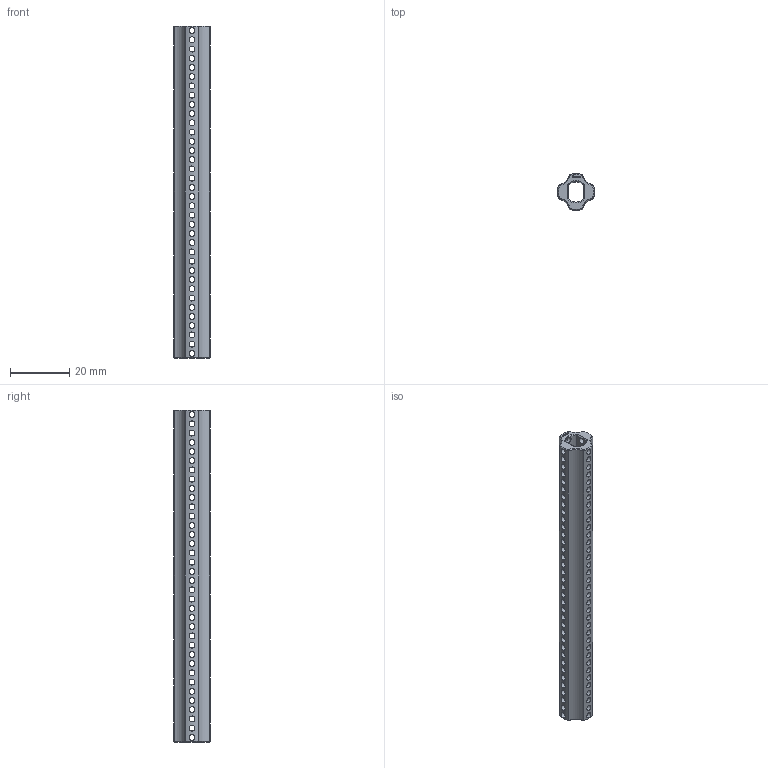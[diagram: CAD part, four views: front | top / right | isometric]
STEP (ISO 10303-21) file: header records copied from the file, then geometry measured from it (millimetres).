
FILE_DESCRIPTION(('FreeCAD Model'),'2;1');
FILE_NAME('Open CASCADE Shape Model','2024-06-16T00:12:30',(''),(''), 'Open CASCADE STEP processor 7.6','FreeCAD','Unknown');
FILE_SCHEMA(('AUTOMOTIVE_DESIGN { 1 0 10303 214 1 1 1 1 }'));
Length unit declared in the file: millimetre
Products named in the file (1): Power-Transmission Hub PLN IDX FXD BU09.00 - SPN-PTH-0036 
(stemfie.org)
Bounding box: 12.5 x 12.5 x 112.5 mm (x, y, z)
Volume: 6713.6 mm3; surface area: 8936.6 mm2
Topology: 1 solids, 1 shells, 670 faces, 1956 edges, 1320 vertices
Faces by surface type: plane 314, extrusion 182, cylinder 154, cone 20
Full cylindrical faces by diameter (mm): 2 x144
Entity records: 32987 total; most frequent: CARTESIAN_POINT 15736, ORIENTED_EDGE 3912, DIRECTION 2600, EDGE_CURVE 1956, VECTOR 1350, VERTEX_POINT 1320, LINE 1168, FACE_BOUND 992
